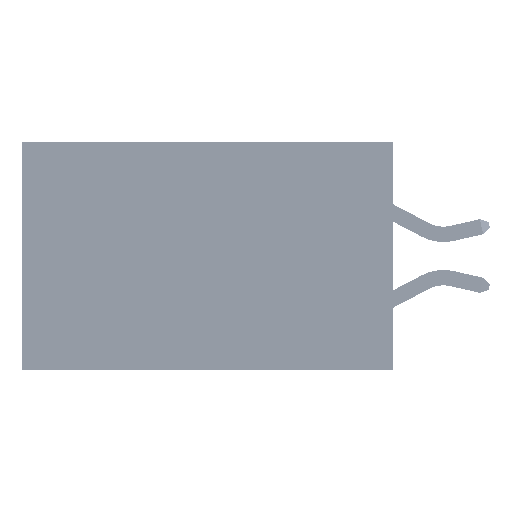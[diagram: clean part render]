
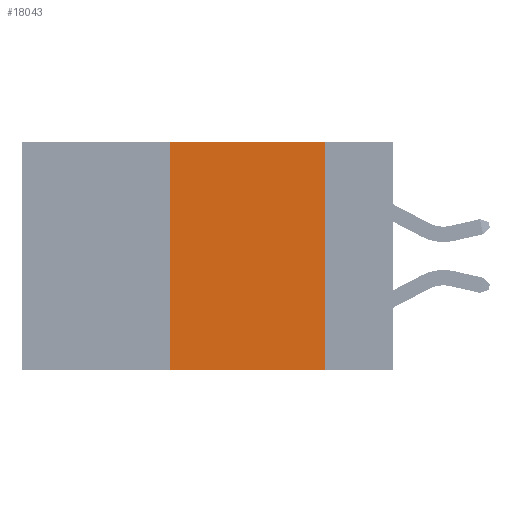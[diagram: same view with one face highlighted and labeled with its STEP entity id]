
A CAD part, left-side view. The second image highlights one B-rep face of the part: STEP entity #18043.
In plain terms, the highlighted planar face has unit normal (-1, 0, 0).
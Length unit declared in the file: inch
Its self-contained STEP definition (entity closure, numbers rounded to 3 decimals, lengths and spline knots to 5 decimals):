
#2912 = VERTEX_POINT ( 'NONE', #34116 ) ;
#3642 = CARTESIAN_POINT ( 'NONE',  ( 0., 0.36, 0. ) ) ;
#3986 = DIRECTION ( 'NONE',  ( 0., 0., -1. ) ) ;
#3989 = CARTESIAN_POINT ( 'NONE',  ( 0., 0.36, -0.37 ) ) ;
#4525 = EDGE_CURVE ( 'NONE', #8560, #20956, #18593, .T. ) ;
#5026 = VECTOR ( 'NONE', #7646, 39.37008 ) ;
#7646 = DIRECTION ( 'NONE',  ( 0., -1., 0. ) ) ;
#8044 = CARTESIAN_POINT ( 'NONE',  ( 0., 0.11, 0. ) ) ;
#8125 = ORIENTED_EDGE ( 'NONE', *, *, #41708, .T. ) ;
#8560 = VERTEX_POINT ( 'NONE', #3989 ) ;
#10206 = FACE_OUTER_BOUND ( 'NONE', #26090, .T. ) ;
#10768 = ORIENTED_EDGE ( 'NONE', *, *, #15861, .F. ) ;
#11161 = VECTOR ( 'NONE', #30741, 39.37008 ) ;
#12188 = ORIENTED_EDGE ( 'NONE', *, *, #43998, .F. ) ;
#15861 = EDGE_CURVE ( 'NONE', #20956, #2912, #35159, .T. ) ;
#16820 = DIRECTION ( 'NONE',  ( 1., 0., 0. ) ) ;
#17803 = DIRECTION ( 'NONE',  ( 0., 0., -1. ) ) ;
#18043 = ADVANCED_FACE ( 'NONE', ( #10206 ), #36770, .F. ) ;
#18593 = LINE ( 'NONE', #3642, #11161 ) ;
#20956 = VERTEX_POINT ( 'NONE', #35193 ) ;
#21075 = ORIENTED_EDGE ( 'NONE', *, *, #4525, .F. ) ;
#23804 = CARTESIAN_POINT ( 'NONE',  ( 0., 0.6, 0. ) ) ;
#24673 = CARTESIAN_POINT ( 'NONE',  ( 0., 0.6, 0. ) ) ;
#26090 = EDGE_LOOP ( 'NONE', ( #12188, #10768, #21075, #8125 ) ) ;
#26906 = LINE ( 'NONE', #42321, #5026 ) ;
#30741 = DIRECTION ( 'NONE',  ( 0., 0., 1. ) ) ;
#34099 = LINE ( 'NONE', #8044, #43972 ) ;
#34116 = CARTESIAN_POINT ( 'NONE',  ( 0., 0.11, 0. ) ) ;
#34631 = CARTESIAN_POINT ( 'NONE',  ( 0., 0.11, -0.37 ) ) ;
#35159 = LINE ( 'NONE', #23804, #38624 ) ;
#35193 = CARTESIAN_POINT ( 'NONE',  ( 0., 0.36, 0. ) ) ;
#35902 = DIRECTION ( 'NONE',  ( 0., -1., 0. ) ) ;
#36770 = PLANE ( 'NONE',  #39448 ) ;
#37779 = VERTEX_POINT ( 'NONE', #34631 ) ;
#38624 = VECTOR ( 'NONE', #35902, 39.37008 ) ;
#39448 = AXIS2_PLACEMENT_3D ( 'NONE', #24673, #16820, #17803 ) ;
#41708 = EDGE_CURVE ( 'NONE', #8560, #37779, #26906, .T. ) ;
#42321 = CARTESIAN_POINT ( 'NONE',  ( 0., 0.6, -0.37 ) ) ;
#43972 = VECTOR ( 'NONE', #3986, 39.37008 ) ;
#43998 = EDGE_CURVE ( 'NONE', #2912, #37779, #34099, .T. ) ;
